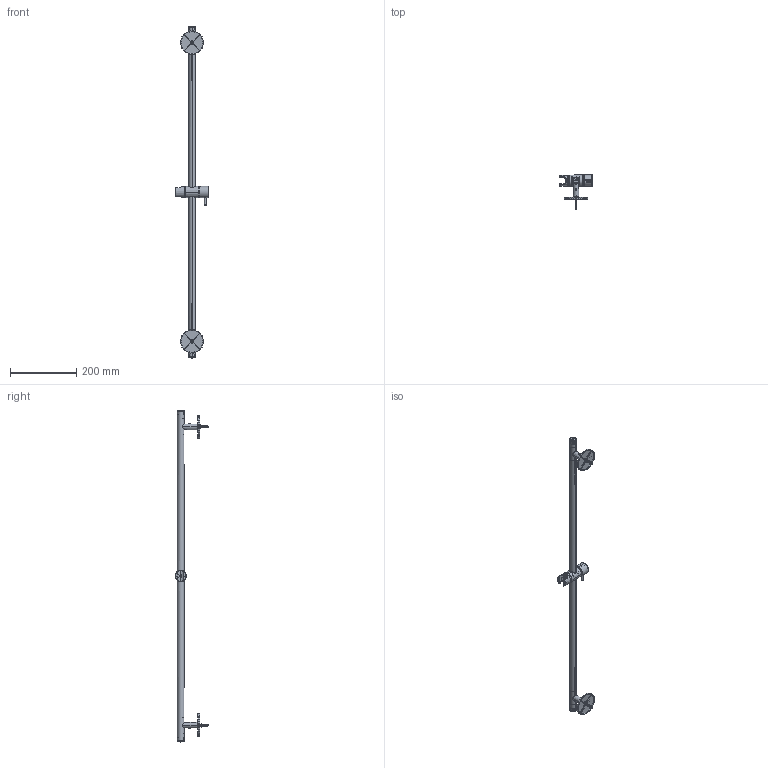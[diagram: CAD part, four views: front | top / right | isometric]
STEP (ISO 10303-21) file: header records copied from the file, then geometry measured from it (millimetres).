
FILE_DESCRIPTION((''),'2;1');
FILE_NAME('E087065_02100SC_SEMPL','2021-01-27T16:13:19',('luca.pranio'),(''),'CREO PARAMETRIC BY PTC INC, 2020281','CREO PARAMETRIC BY PTC INC, 2020281','');
FILE_SCHEMA(('CONFIG_CONTROL_DESIGN','SHAPE_APPEARANCE_LAYERS_GROUPS'));
Length unit declared in the file: millimetre
Products named in the file (1): E087065_02100SC_SEMPL
Bounding box: 100.6 x 102.02 x 1000.6 mm (x, y, z)
Volume: 104887.4 mm3; surface area: 188935.7 mm2
Topology: 5 solids, 7 shells, 1972 faces, 5318 edges, 3378 vertices
Faces by surface type: cylinder 540, bspline 491, plane 369, extrusion 260, cone 147, torus 123, sphere 42
Entity records: 142614 total; most frequent: CARTESIAN_POINT 89289, ORIENTED_EDGE 10626, DIRECTION 6529, EDGE_CURVE 5313, VERTEX_POINT 3378, B_SPLINE_CURVE_WITH_KNOTS 2911, AXIS2_PLACEMENT_3D 2385, EDGE_LOOP 2069
